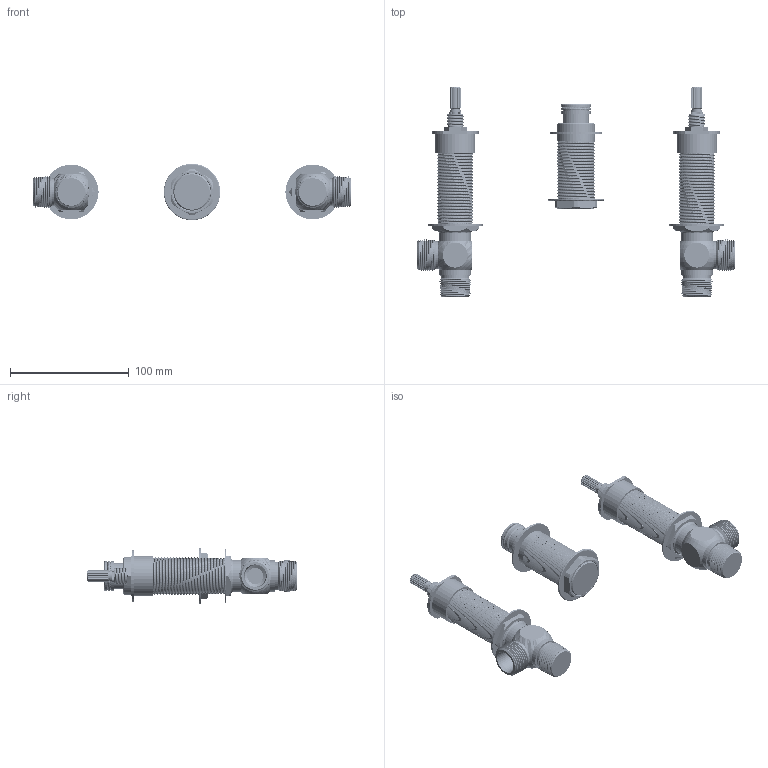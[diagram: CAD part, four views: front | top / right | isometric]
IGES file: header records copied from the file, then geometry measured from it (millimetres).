
Start section:  PTC IGES file: 1-636.igs
Global section: file name: 1-636.igs; native system: Creo Parametric by PTC Inc.; preprocessor: 2018400; author: rsmith; organization: Unknown; date: 20210419.095158; units: inch
Bounding box: 267.2 x 176.3 x 47.62 mm (x, y, z)
Surface area: 77788.8 mm2 (no closed solid volume)
Topology: 0 solids, 0 shells, 1178 faces, 6408 edges, 6402 vertices
Faces by surface type: revolution 711, bspline 467
